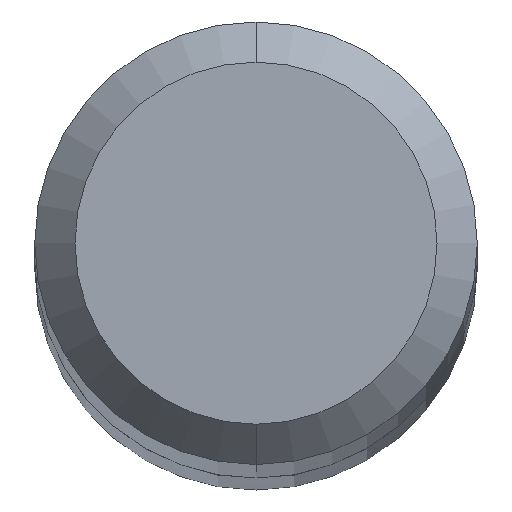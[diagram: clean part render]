
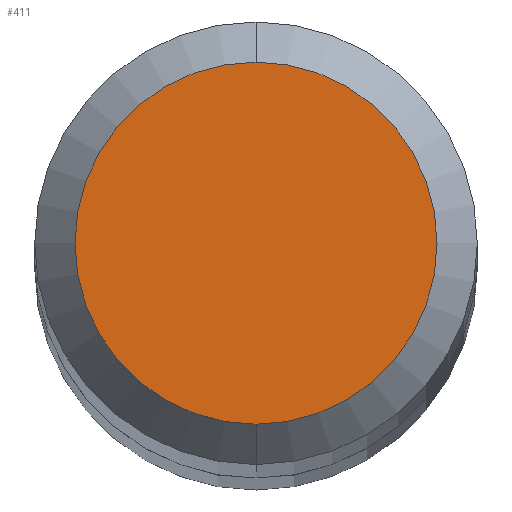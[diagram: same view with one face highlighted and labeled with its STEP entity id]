
A CAD part, top view. The second image highlights one B-rep face of the part: STEP entity #411.
In plain terms, the highlighted planar face has unit normal (0, 0, 1).
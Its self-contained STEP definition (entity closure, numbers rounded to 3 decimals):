
#181=VERTEX_POINT('',#458);
#277=EDGE_CURVE('',#333,#181,#567,.T.);
#315=EDGE_CURVE('',#181,#333,#608,.T.);
#333=VERTEX_POINT('',#626);
#411=ADVANCED_FACE('',(#711),#712,.T.);
#458=CARTESIAN_POINT('',(0.,-1.35,0.0));
#567=CIRCLE('',#1024,1.35);
#608=CIRCLE('',#1119,1.35);
#626=CARTESIAN_POINT('',(0.0,1.35,0.0));
#711=FACE_OUTER_BOUND('',#1299,.T.);
#712=PLANE('',#1300);
#1024=AXIS2_PLACEMENT_3D('',#1480,#1481,#1482);
#1119=AXIS2_PLACEMENT_3D('',#1517,#1518,#1519);
#1299=EDGE_LOOP('',(#1617,#1618));
#1300=AXIS2_PLACEMENT_3D('',#1619,#1620,#1621);
#1480=CARTESIAN_POINT('',(0.0,0.0,0.0));
#1481=DIRECTION('',(0.0,0.0,-1.0));
#1482=DIRECTION('',(0.0,1.0,0.0));
#1517=CARTESIAN_POINT('',(0.0,0.0,0.0));
#1518=DIRECTION('',(0.0,0.0,-1.0));
#1519=DIRECTION('',(0.0,1.0,0.0));
#1617=ORIENTED_EDGE('',*,*,#277,.F.);
#1618=ORIENTED_EDGE('',*,*,#315,.F.);
#1619=CARTESIAN_POINT('',(0.0,0.675,0.0));
#1620=DIRECTION('',(-0.0,0.0,1.0));
#1621=DIRECTION('',(0.0,-1.0,0.0));
